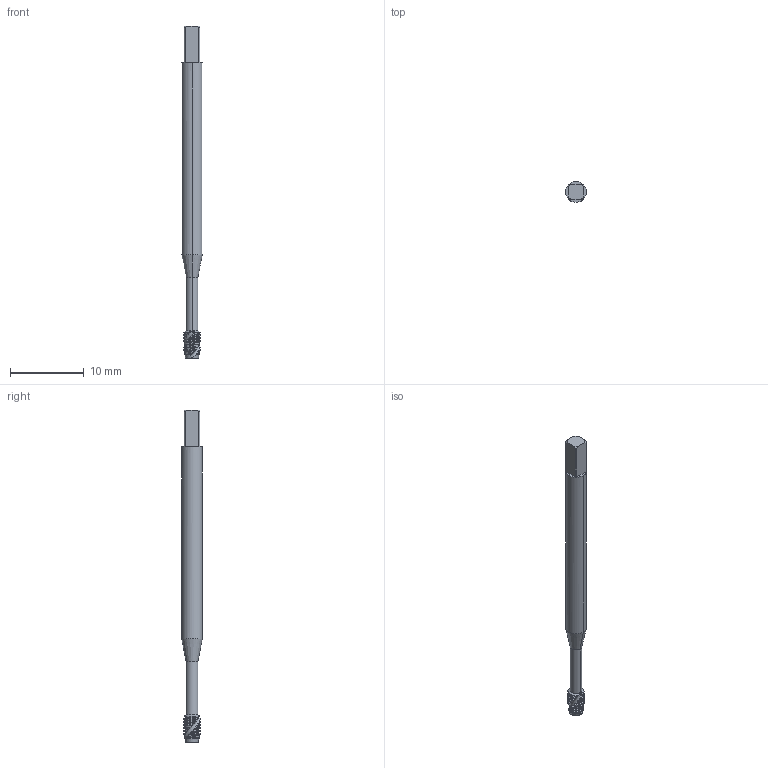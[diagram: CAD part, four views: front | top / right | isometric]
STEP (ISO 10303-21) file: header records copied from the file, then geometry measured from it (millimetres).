
FILE_DESCRIPTION(('no description'),'unknown implementation level');
FILE_NAME('solidXBMcABOdRRvA89fS82waueBmKPw_1.STP',' ',('CIM GmbH Aachen'),('CADClick - KiM GmbH - www.kimweb.de'),'unknown preprocess','ACIS','unknown authorization');
FILE_SCHEMA(('automotive_design'));
Length unit declared in the file: millimetre
Products named in the file (2): 1; 2
Bounding box: 2.8 x 2.8 x 45 mm (x, y, z)
Volume: 219.5 mm3; surface area: 404.4 mm2
Topology: 2 solids, 2 shells, 169 faces, 463 edges, 298 vertices
Faces by surface type: cone 76, cylinder 70, plane 17, bspline 4, revolution 2
Entity records: 12752 total; most frequent: CARTESIAN_POINT 3473, STYLED_ITEM 932, PRESENTATION_STYLE_ASSIGNMENT 932, COLOUR_RGB 932, ORIENTED_EDGE 926, DIRECTION 797, EDGE_CURVE 463, CURVE_STYLE 463
